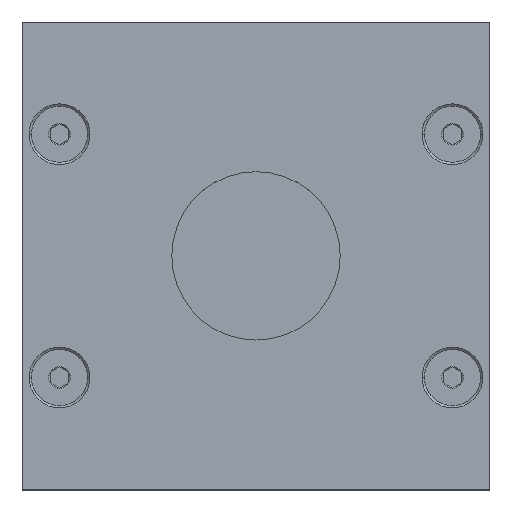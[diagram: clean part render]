
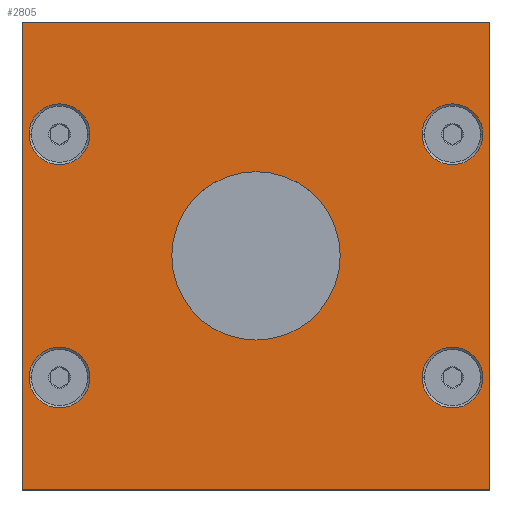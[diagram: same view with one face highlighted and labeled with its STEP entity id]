
A CAD part, top view. The second image highlights one B-rep face of the part: STEP entity #2805.
In plain terms, the highlighted planar face has unit normal (0, 0, 1).
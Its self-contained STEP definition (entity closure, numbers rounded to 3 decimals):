
#202 = CARTESIAN_POINT ( 'NONE',  ( -23.011, 40.432, 84.503 ) ) ;
#342 = EDGE_LOOP ( 'NONE', ( #25647, #8520 ) ) ;
#449 = DIRECTION ( 'NONE',  ( 1., 0., 0. ) ) ;
#935 = DIRECTION ( 'NONE',  ( 0., 0., 1. ) ) ;
#1035 = FACE_OUTER_BOUND ( 'NONE', #2228, .T. ) ;
#1126 = DIRECTION ( 'NONE',  ( 1., 0., 0. ) ) ;
#1169 = ORIENTED_EDGE ( 'NONE', *, *, #1890, .F. ) ;
#1768 = EDGE_LOOP ( 'NONE', ( #2495, #13157 ) ) ;
#1890 = EDGE_CURVE ( 'NONE', #20396, #3976, #35538, .T. ) ;
#1967 = AXIS2_PLACEMENT_3D ( 'NONE', #19412, #935, #22504 ) ;
#2025 = CARTESIAN_POINT ( 'NONE',  ( 19.739, 28.432, 84.503 ) ) ;
#2228 = EDGE_LOOP ( 'NONE', ( #7147, #16353, #24574, #27828 ) ) ;
#2359 = EDGE_CURVE ( 'NONE', #37501, #24593, #4422, .T. ) ;
#2495 = ORIENTED_EDGE ( 'NONE', *, *, #30549, .F. ) ;
#2805 = ADVANCED_FACE ( 'NONE', ( #26546, #11165, #10189, #33776, #9227, #1035 ), #18168, .T. ) ;
#2901 = DIRECTION ( 'NONE',  ( 1., 0., 0. ) ) ;
#2989 = VERTEX_POINT ( 'NONE', #27329 ) ;
#3179 = CIRCLE ( 'NONE', #34059, 3.25 ) ;
#3300 = DIRECTION ( 'NONE',  ( -1., 0., 0. ) ) ;
#3903 = CARTESIAN_POINT ( 'NONE',  ( -23.011, -9.568, 84.503 ) ) ;
#3976 = VERTEX_POINT ( 'NONE', #21816 ) ;
#4422 = CIRCLE ( 'NONE', #19939, 9. ) ;
#4734 = CARTESIAN_POINT ( 'NONE',  ( 1.989, 15.432, 84.503 ) ) ;
#4993 = CARTESIAN_POINT ( 'NONE',  ( -23.011, 40.432, 84.503 ) ) ;
#5735 = ORIENTED_EDGE ( 'NONE', *, *, #19054, .F. ) ;
#5832 = CARTESIAN_POINT ( 'NONE',  ( 26.239, 2.432, 84.503 ) ) ;
#6008 = AXIS2_PLACEMENT_3D ( 'NONE', #6489, #28012, #9602 ) ;
#6482 = VERTEX_POINT ( 'NONE', #17367 ) ;
#6489 = CARTESIAN_POINT ( 'NONE',  ( -19.011, 2.432, 84.503 ) ) ;
#6975 = AXIS2_PLACEMENT_3D ( 'NONE', #23575, #23320, #23188 ) ;
#7147 = ORIENTED_EDGE ( 'NONE', *, *, #27269, .T. ) ;
#7383 = CIRCLE ( 'NONE', #1967, 3.25 ) ;
#7849 = DIRECTION ( 'NONE',  ( 1., 0., 0. ) ) ;
#8135 = DIRECTION ( 'NONE',  ( 0., -1., 0. ) ) ;
#8520 = ORIENTED_EDGE ( 'NONE', *, *, #2359, .F. ) ;
#8565 = CIRCLE ( 'NONE', #20173, 3.25 ) ;
#8600 = ORIENTED_EDGE ( 'NONE', *, *, #31932, .F. ) ;
#9227 = FACE_BOUND ( 'NONE', #342, .T. ) ;
#9602 = DIRECTION ( 'NONE',  ( 1., 0., 0. ) ) ;
#9652 = CARTESIAN_POINT ( 'NONE',  ( -22.261, 28.432, 84.503 ) ) ;
#9815 = CARTESIAN_POINT ( 'NONE',  ( -15.761, 2.432, 84.503 ) ) ;
#10189 = FACE_BOUND ( 'NONE', #38827, .T. ) ;
#10225 = CARTESIAN_POINT ( 'NONE',  ( -19.011, 28.432, 84.503 ) ) ;
#10726 = AXIS2_PLACEMENT_3D ( 'NONE', #39746, #21382, #2901 ) ;
#11165 = FACE_BOUND ( 'NONE', #31226, .T. ) ;
#11635 = VERTEX_POINT ( 'NONE', #9652 ) ;
#11822 = VERTEX_POINT ( 'NONE', #38289 ) ;
#11921 = LINE ( 'NONE', #13167, #35480 ) ;
#12510 = CARTESIAN_POINT ( 'NONE',  ( 26.989, 40.432, 84.503 ) ) ;
#13046 = CIRCLE ( 'NONE', #25414, 9. ) ;
#13157 = ORIENTED_EDGE ( 'NONE', *, *, #34683, .F. ) ;
#13167 = CARTESIAN_POINT ( 'NONE',  ( -23.011, -9.568, 84.503 ) ) ;
#13343 = DIRECTION ( 'NONE',  ( 1., 0., 0. ) ) ;
#13741 = DIRECTION ( 'NONE',  ( 0., 0., 1. ) ) ;
#14093 = AXIS2_PLACEMENT_3D ( 'NONE', #32113, #13741, #35224 ) ;
#16282 = DIRECTION ( 'NONE',  ( 1., 0., 0. ) ) ;
#16353 = ORIENTED_EDGE ( 'NONE', *, *, #31478, .T. ) ;
#17367 = CARTESIAN_POINT ( 'NONE',  ( 26.989, 40.432, 84.503 ) ) ;
#17955 = CIRCLE ( 'NONE', #14093, 3.25 ) ;
#18123 = ORIENTED_EDGE ( 'NONE', *, *, #36610, .F. ) ;
#18168 = PLANE ( 'NONE',  #18195 ) ;
#18195 = AXIS2_PLACEMENT_3D ( 'NONE', #39246, #39559, #38985 ) ;
#18546 = VERTEX_POINT ( 'NONE', #3903 ) ;
#18925 = DIRECTION ( 'NONE',  ( 0., 0., 1. ) ) ;
#19054 = EDGE_CURVE ( 'NONE', #2989, #28937, #32343, .T. ) ;
#19412 = CARTESIAN_POINT ( 'NONE',  ( -19.011, 28.432, 84.503 ) ) ;
#19599 = DIRECTION ( 'NONE',  ( 0., 0., 1. ) ) ;
#19696 = EDGE_CURVE ( 'NONE', #35921, #28650, #17955, .T. ) ;
#19830 = AXIS2_PLACEMENT_3D ( 'NONE', #37985, #19599, #1126 ) ;
#19939 = AXIS2_PLACEMENT_3D ( 'NONE', #34757, #35016, #39603 ) ;
#20173 = AXIS2_PLACEMENT_3D ( 'NONE', #10225, #31721, #13343 ) ;
#20396 = VERTEX_POINT ( 'NONE', #5832 ) ;
#20686 = EDGE_CURVE ( 'NONE', #24593, #37501, #13046, .T. ) ;
#21382 = DIRECTION ( 'NONE',  ( 0., 0., 1. ) ) ;
#21723 = VERTEX_POINT ( 'NONE', #31881 ) ;
#21816 = CARTESIAN_POINT ( 'NONE',  ( 19.739, 2.432, 84.503 ) ) ;
#22081 = VECTOR ( 'NONE', #3300, 1000. ) ;
#22504 = DIRECTION ( 'NONE',  ( 1., 0., 0. ) ) ;
#22675 = LINE ( 'NONE', #4993, #39925 ) ;
#23063 = CARTESIAN_POINT ( 'NONE',  ( 26.239, 28.432, 84.503 ) ) ;
#23188 = DIRECTION ( 'NONE',  ( 1., 0., 0. ) ) ;
#23320 = DIRECTION ( 'NONE',  ( 0., 0., 1. ) ) ;
#23575 = CARTESIAN_POINT ( 'NONE',  ( 22.989, 2.432, 84.503 ) ) ;
#24574 = ORIENTED_EDGE ( 'NONE', *, *, #37208, .T. ) ;
#24593 = VERTEX_POINT ( 'NONE', #36977 ) ;
#25056 = EDGE_CURVE ( 'NONE', #28937, #2989, #35766, .T. ) ;
#25414 = AXIS2_PLACEMENT_3D ( 'NONE', #4734, #26258, #7849 ) ;
#25647 = ORIENTED_EDGE ( 'NONE', *, *, #20686, .F. ) ;
#26258 = DIRECTION ( 'NONE',  ( 0., 0., 1. ) ) ;
#26312 = CARTESIAN_POINT ( 'NONE',  ( -7.011, 15.432, 84.503 ) ) ;
#26546 = FACE_BOUND ( 'NONE', #1768, .T. ) ;
#26749 = ORIENTED_EDGE ( 'NONE', *, *, #25056, .F. ) ;
#27269 = EDGE_CURVE ( 'NONE', #11822, #18546, #22675, .T. ) ;
#27329 = CARTESIAN_POINT ( 'NONE',  ( -22.261, 2.432, 84.503 ) ) ;
#27828 = ORIENTED_EDGE ( 'NONE', *, *, #39244, .T. ) ;
#28012 = DIRECTION ( 'NONE',  ( 0., 0., 1. ) ) ;
#28443 = CIRCLE ( 'NONE', #19830, 3.25 ) ;
#28650 = VERTEX_POINT ( 'NONE', #2025 ) ;
#28937 = VERTEX_POINT ( 'NONE', #9815 ) ;
#29963 = CARTESIAN_POINT ( 'NONE',  ( 26.989, -9.568, 84.503 ) ) ;
#30346 = LINE ( 'NONE', #12510, #31293 ) ;
#30549 = EDGE_CURVE ( 'NONE', #21723, #11635, #8565, .T. ) ;
#31226 = EDGE_LOOP ( 'NONE', ( #32083, #18123 ) ) ;
#31293 = VECTOR ( 'NONE', #37082, 1000. ) ;
#31478 = EDGE_CURVE ( 'NONE', #18546, #33806, #11921, .T. ) ;
#31721 = DIRECTION ( 'NONE',  ( 0., 0., 1. ) ) ;
#31881 = CARTESIAN_POINT ( 'NONE',  ( -15.761, 28.432, 84.503 ) ) ;
#31932 = EDGE_CURVE ( 'NONE', #3976, #20396, #3179, .T. ) ;
#32083 = ORIENTED_EDGE ( 'NONE', *, *, #19696, .F. ) ;
#32113 = CARTESIAN_POINT ( 'NONE',  ( 22.989, 28.432, 84.503 ) ) ;
#32343 = CIRCLE ( 'NONE', #6008, 3.25 ) ;
#33776 = FACE_BOUND ( 'NONE', #39324, .T. ) ;
#33806 = VERTEX_POINT ( 'NONE', #29963 ) ;
#34059 = AXIS2_PLACEMENT_3D ( 'NONE', #37293, #18925, #449 ) ;
#34683 = EDGE_CURVE ( 'NONE', #11635, #21723, #7383, .T. ) ;
#34757 = CARTESIAN_POINT ( 'NONE',  ( 1.989, 15.432, 84.503 ) ) ;
#35016 = DIRECTION ( 'NONE',  ( 0., 0., 1. ) ) ;
#35224 = DIRECTION ( 'NONE',  ( 1., 0., 0. ) ) ;
#35480 = VECTOR ( 'NONE', #16282, 1000. ) ;
#35538 = CIRCLE ( 'NONE', #6975, 3.25 ) ;
#35766 = CIRCLE ( 'NONE', #10726, 3.25 ) ;
#35921 = VERTEX_POINT ( 'NONE', #23063 ) ;
#36610 = EDGE_CURVE ( 'NONE', #28650, #35921, #28443, .T. ) ;
#36977 = CARTESIAN_POINT ( 'NONE',  ( 10.989, 15.432, 84.503 ) ) ;
#37082 = DIRECTION ( 'NONE',  ( 0., 1., 0. ) ) ;
#37208 = EDGE_CURVE ( 'NONE', #33806, #6482, #30346, .T. ) ;
#37293 = CARTESIAN_POINT ( 'NONE',  ( 22.989, 2.432, 84.503 ) ) ;
#37501 = VERTEX_POINT ( 'NONE', #26312 ) ;
#37985 = CARTESIAN_POINT ( 'NONE',  ( 22.989, 28.432, 84.503 ) ) ;
#38289 = CARTESIAN_POINT ( 'NONE',  ( -23.011, 40.432, 84.503 ) ) ;
#38409 = LINE ( 'NONE', #202, #22081 ) ;
#38827 = EDGE_LOOP ( 'NONE', ( #1169, #8600 ) ) ;
#38985 = DIRECTION ( 'NONE',  ( 1., 0., 0. ) ) ;
#39244 = EDGE_CURVE ( 'NONE', #6482, #11822, #38409, .T. ) ;
#39246 = CARTESIAN_POINT ( 'NONE',  ( -23.011, -9.568, 84.503 ) ) ;
#39324 = EDGE_LOOP ( 'NONE', ( #26749, #5735 ) ) ;
#39559 = DIRECTION ( 'NONE',  ( 0., 0., 1. ) ) ;
#39603 = DIRECTION ( 'NONE',  ( 1., 0., 0. ) ) ;
#39746 = CARTESIAN_POINT ( 'NONE',  ( -19.011, 2.432, 84.503 ) ) ;
#39925 = VECTOR ( 'NONE', #8135, 1000. ) ;
